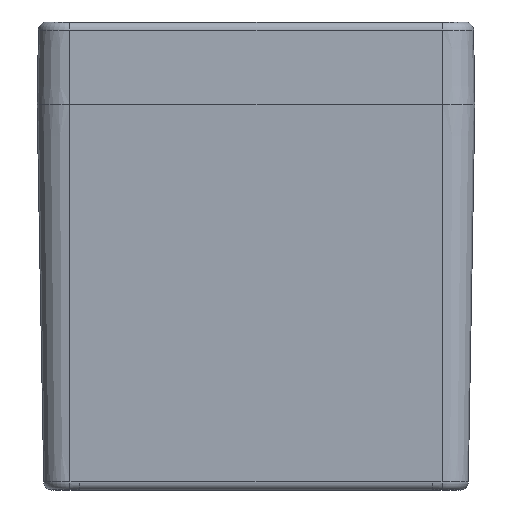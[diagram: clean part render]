
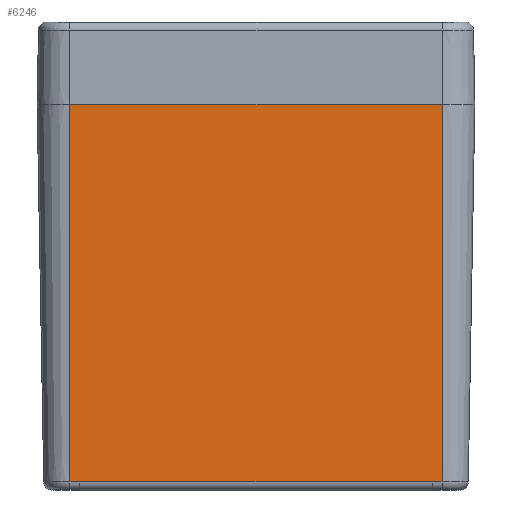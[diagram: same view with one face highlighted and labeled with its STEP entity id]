
A CAD part, left-side view. The second image highlights one B-rep face of the part: STEP entity #6246.
In plain terms, the highlighted planar face has unit normal (-1, 0, -0.018).
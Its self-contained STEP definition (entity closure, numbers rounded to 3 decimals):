
#2948=CARTESIAN_POINT('',(-58.795,32.21,-69.026));
#2949=VERTEX_POINT('',#2948);
#2967=CARTESIAN_POINT('',(-58.795,-32.21,-69.026));
#2968=VERTEX_POINT('',#2967);
#2976=CARTESIAN_POINT('',(-58.795,-32.21,-69.026));
#2977=DIRECTION('',(0.0,1.0,0.0));
#2978=VECTOR('',#2977,64.421);
#2979=LINE('',#2976,#2978);
#2980=EDGE_CURVE('',#2968,#2949,#2979,.T.);
#3002=CARTESIAN_POINT('',(-58.795,34.,-69.026));
#3003=VERTEX_POINT('',#3002);
#3004=CARTESIAN_POINT('',(-58.795,32.21,-69.026));
#3005=DIRECTION('',(0.0,1.0,0.0));
#3006=VECTOR('',#3005,1.79);
#3007=LINE('',#3004,#3006);
#3008=EDGE_CURVE('',#2949,#3003,#3007,.T.);
#3060=CARTESIAN_POINT('',(-58.795,-34.,-69.026));
#3061=VERTEX_POINT('',#3060);
#3069=CARTESIAN_POINT('',(-58.795,-34.,-69.026));
#3070=DIRECTION('',(0.0,1.0,0.0));
#3071=VECTOR('',#3070,1.79);
#3072=LINE('',#3069,#3071);
#3073=EDGE_CURVE('',#3061,#2968,#3072,.T.);
#3424=CARTESIAN_POINT('',(-60.,-34.,0.0));
#3425=VERTEX_POINT('',#3424);
#3433=CARTESIAN_POINT('',(-60.,-34.,0.0));
#3434=DIRECTION('',(0.017,0.0,-1.));
#3435=VECTOR('',#3434,69.037);
#3436=LINE('',#3433,#3435);
#3437=EDGE_CURVE('',#3425,#3061,#3436,.T.);
#6209=CARTESIAN_POINT('',(-60.,34.,0.0));
#6210=VERTEX_POINT('',#6209);
#6211=CARTESIAN_POINT('',(-60.,34.,0.0));
#6212=DIRECTION('',(0.017,0.0,-1.));
#6213=VECTOR('',#6212,69.037);
#6214=LINE('',#6211,#6213);
#6215=EDGE_CURVE('',#6210,#3003,#6214,.T.);
#6228=CARTESIAN_POINT('',(-60.,34.,0.0));
#6229=DIRECTION('',(-1.,0.0,-0.017));
#6230=DIRECTION('',(0.0,1.0,0.0));
#6231=AXIS2_PLACEMENT_3D('',#6228,#6229,#6230);
#6232=PLANE('',#6231);
#6233=ORIENTED_EDGE('',*,*,#3073,.F.);
#6234=ORIENTED_EDGE('',*,*,#3437,.F.);
#6235=CARTESIAN_POINT('',(-60.,-34.,0.0));
#6236=DIRECTION('',(0.0,1.0,0.0));
#6237=VECTOR('',#6236,68.);
#6238=LINE('',#6235,#6237);
#6239=EDGE_CURVE('',#3425,#6210,#6238,.T.);
#6240=ORIENTED_EDGE('',*,*,#6239,.T.);
#6241=ORIENTED_EDGE('',*,*,#6215,.T.);
#6242=ORIENTED_EDGE('',*,*,#3008,.F.);
#6243=ORIENTED_EDGE('',*,*,#2980,.F.);
#6244=EDGE_LOOP('',(#6233,#6234,#6240,#6241,#6242,#6243));
#6245=FACE_OUTER_BOUND('',#6244,.T.);
#6246=ADVANCED_FACE('',(#6245),#6232,.T.);
